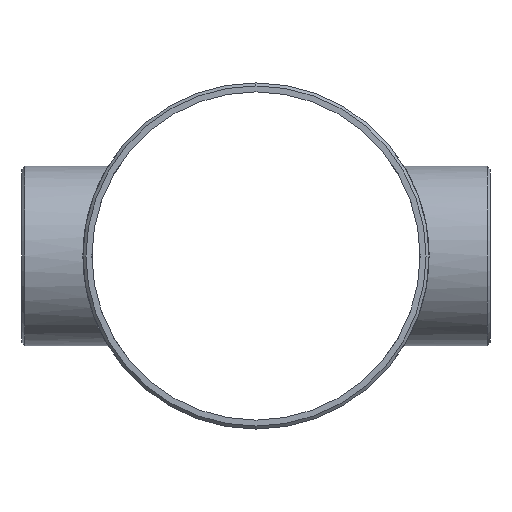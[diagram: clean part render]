
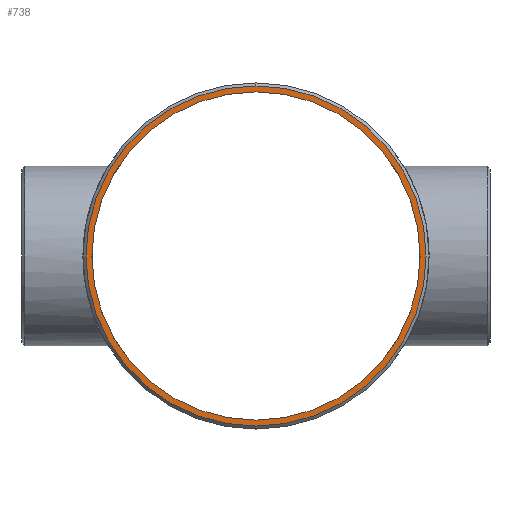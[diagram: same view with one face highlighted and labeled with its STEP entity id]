
A CAD part, left-side view. The second image highlights one B-rep face of the part: STEP entity #738.
In plain terms, the highlighted planar face has unit normal (-1, 0, 0).
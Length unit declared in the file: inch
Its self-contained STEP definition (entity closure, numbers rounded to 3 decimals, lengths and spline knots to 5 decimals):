
#16 = DIRECTION ( 'NONE',  ( 0., 0., -1. ) ) ;
#23 = CARTESIAN_POINT ( 'NONE',  ( -10., 0., 0. ) ) ;
#72 = CARTESIAN_POINT ( 'NONE',  ( -10., 0., 0. ) ) ;
#99 = DIRECTION ( 'NONE',  ( 0., 0., 1. ) ) ;
#186 = PLANE ( 'NONE',  #442 ) ;
#193 = CIRCLE ( 'NONE', #942, 6.045 ) ;
#197 = EDGE_CURVE ( 'NONE', #513, #1349, #460, .T. ) ;
#207 = DIRECTION ( 'NONE',  ( -1., 0., 0. ) ) ;
#244 = DIRECTION ( 'NONE',  ( 1., 0., 0. ) ) ;
#293 = ORIENTED_EDGE ( 'NONE', *, *, #1279, .T. ) ;
#361 = EDGE_CURVE ( 'NONE', #1031, #477, #193, .T. ) ;
#422 = CARTESIAN_POINT ( 'NONE',  ( -10., 0., 0. ) ) ;
#434 = DIRECTION ( 'NONE',  ( -1., 0., 0. ) ) ;
#442 = AXIS2_PLACEMENT_3D ( 'NONE', #23, #1099, #16 ) ;
#454 = CARTESIAN_POINT ( 'NONE',  ( -10., 0., 0. ) ) ;
#460 = CIRCLE ( 'NONE', #755, 6.265 ) ;
#477 = VERTEX_POINT ( 'NONE', #862 ) ;
#507 = ORIENTED_EDGE ( 'NONE', *, *, #197, .T. ) ;
#513 = VERTEX_POINT ( 'NONE', #1050 ) ;
#531 = CIRCLE ( 'NONE', #603, 6.265 ) ;
#532 = DIRECTION ( 'NONE',  ( 1., 0., 0. ) ) ;
#552 = ORIENTED_EDGE ( 'NONE', *, *, #361, .T. ) ;
#566 = CARTESIAN_POINT ( 'NONE',  ( -10., 0., -6.265 ) ) ;
#603 = AXIS2_PLACEMENT_3D ( 'NONE', #1411, #434, #905 ) ;
#630 = CARTESIAN_POINT ( 'NONE',  ( -10., 0., -6.045 ) ) ;
#638 = FACE_BOUND ( 'NONE', #1186, .T. ) ;
#669 = AXIS2_PLACEMENT_3D ( 'NONE', #454, #244, #99 ) ;
#689 = FACE_OUTER_BOUND ( 'NONE', #746, .T. ) ;
#738 = ADVANCED_FACE ( 'NONE', ( #689, #638 ), #186, .T. ) ;
#746 = EDGE_LOOP ( 'NONE', ( #904, #507 ) ) ;
#755 = AXIS2_PLACEMENT_3D ( 'NONE', #422, #207, #764 ) ;
#764 = DIRECTION ( 'NONE',  ( 0., 0., 1. ) ) ;
#862 = CARTESIAN_POINT ( 'NONE',  ( -10., 0., 6.045 ) ) ;
#904 = ORIENTED_EDGE ( 'NONE', *, *, #1324, .T. ) ;
#905 = DIRECTION ( 'NONE',  ( 0., 0., 1. ) ) ;
#942 = AXIS2_PLACEMENT_3D ( 'NONE', #72, #532, #973 ) ;
#973 = DIRECTION ( 'NONE',  ( 0., 0., 1. ) ) ;
#1031 = VERTEX_POINT ( 'NONE', #630 ) ;
#1050 = CARTESIAN_POINT ( 'NONE',  ( -10., 0., 6.265 ) ) ;
#1099 = DIRECTION ( 'NONE',  ( -1., 0., 0. ) ) ;
#1104 = CIRCLE ( 'NONE', #669, 6.045 ) ;
#1186 = EDGE_LOOP ( 'NONE', ( #293, #552 ) ) ;
#1279 = EDGE_CURVE ( 'NONE', #477, #1031, #1104, .T. ) ;
#1324 = EDGE_CURVE ( 'NONE', #1349, #513, #531, .T. ) ;
#1349 = VERTEX_POINT ( 'NONE', #566 ) ;
#1411 = CARTESIAN_POINT ( 'NONE',  ( -10., 0., 0. ) ) ;
